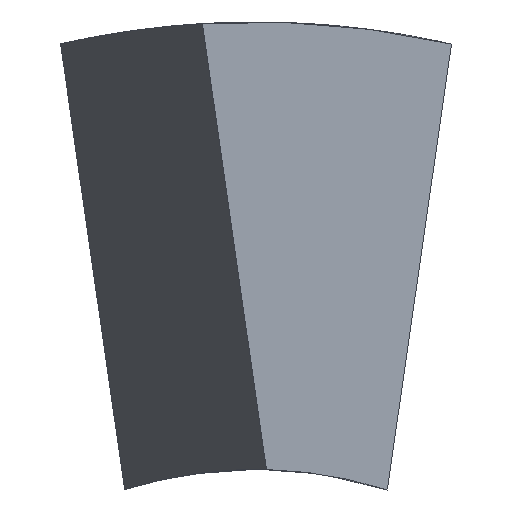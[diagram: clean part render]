
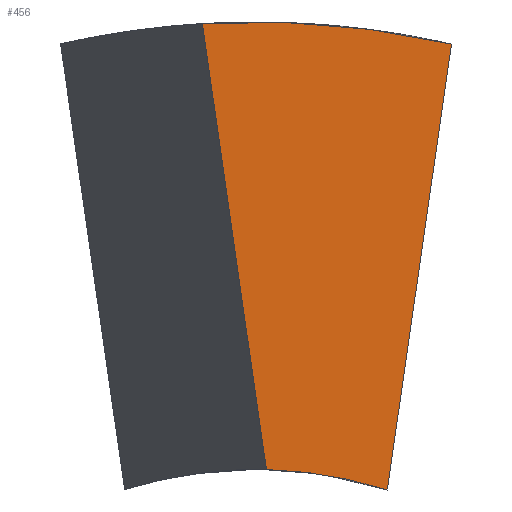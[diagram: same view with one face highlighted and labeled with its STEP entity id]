
A CAD part, left-side view. The second image highlights one B-rep face of the part: STEP entity #456.
In plain terms, the highlighted planar face has unit normal (-1, 0, 0).
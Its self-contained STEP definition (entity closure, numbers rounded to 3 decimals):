
#370=EDGE_CURVE('edge.318',#556,#764,#907,.T.);
#440=EDGE_CURVE('edge.350',#498,#556,#986,.T.);
#456=ADVANCED_FACE('face.53',(#1003),#1004,.T.);
#498=VERTEX_POINT('vertex.369',#1049);
#514=VERTEX_POINT('vertex.371',#1066);
#556=VERTEX_POINT('vertex.345',#1112);
#614=EDGE_CURVE('edge.353',#498,#514,#1178,.T.);
#630=EDGE_CURVE('edge.320',#764,#514,#1195,.T.);
#764=VERTEX_POINT('vertex.347',#1343);
#907=LINE('',#1716,#1717);
#986=CIRCLE('',#2158,0.13);
#1003=FACE_OUTER_BOUND('',#2307,.T.);
#1004=PLANE('',#2308);
#1049=CARTESIAN_POINT('',(-0.175,-0.003,0.13));
#1066=CARTESIAN_POINT('',(-0.175,0.016,0.265));
#1112=CARTESIAN_POINT('',(-0.175,-0.04,0.124));
#1178=LINE('',#2746,#2747);
#1195=CIRCLE('',#2790,0.265);
#1343=CARTESIAN_POINT('',(-0.175,-0.059,0.258));
#1716=CARTESIAN_POINT('',(-0.175,-0.03,0.056));
#1717=VECTOR('',#3643,1.0);
#2158=AXIS2_PLACEMENT_3D('',#3731,#3732,#3733);
#2307=EDGE_LOOP('',(#3747,#3748,#3749,#3750));
#2308=AXIS2_PLACEMENT_3D('',#3751,#3752,#3753);
#2746=CARTESIAN_POINT('',(-0.175,-0.013,0.062));
#2747=VECTOR('',#3929,1.0);
#2790=AXIS2_PLACEMENT_3D('',#3942,#3943,#3944);
#3643=DIRECTION('',(0.,-0.142,0.99));
#3731=CARTESIAN_POINT('',(-0.175,0.,0.));
#3732=DIRECTION('',(1.0,0.,0.));
#3733=DIRECTION('',(0.,1.0,0.));
#3747=ORIENTED_EDGE('',*,*,#614,.F.);
#3748=ORIENTED_EDGE('',*,*,#440,.T.);
#3749=ORIENTED_EDGE('',*,*,#370,.T.);
#3750=ORIENTED_EDGE('',*,*,#630,.T.);
#3751=CARTESIAN_POINT('',(-0.175,0.,0.));
#3752=DIRECTION('',(-1.0,0.,0.));
#3753=DIRECTION('',(0.,-1.0,0.));
#3929=DIRECTION('',(0.,0.142,0.99));
#3942=CARTESIAN_POINT('',(-0.175,0.,0.));
#3943=DIRECTION('',(-1.0,0.,0.));
#3944=DIRECTION('',(0.,1.0,0.));
